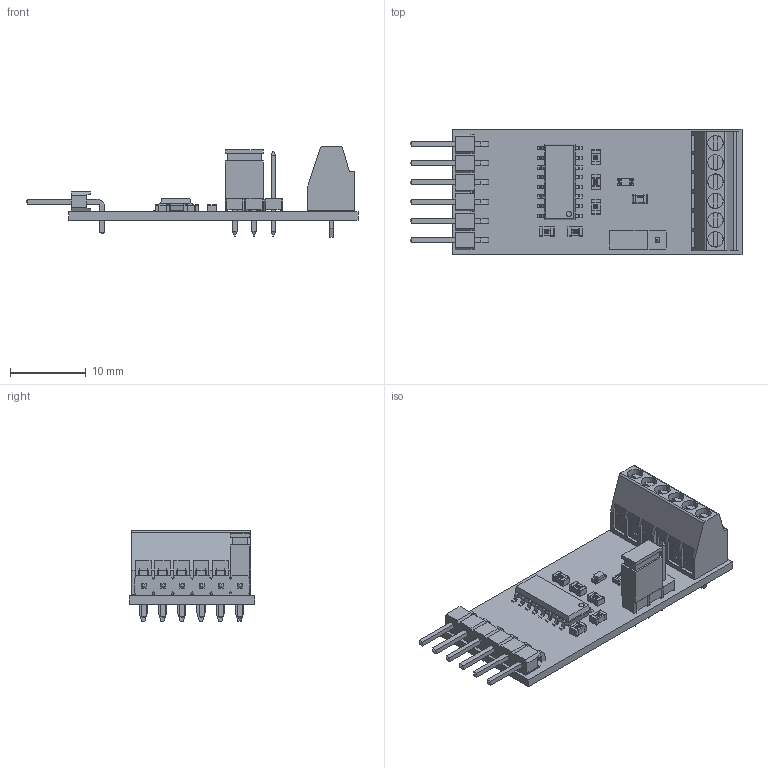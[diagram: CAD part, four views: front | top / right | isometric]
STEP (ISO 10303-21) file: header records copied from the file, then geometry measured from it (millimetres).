
FILE_DESCRIPTION(('Open CASCADE Model'),'2;1');
FILE_NAME('Open CASCADE Shape Model','2024-11-19T12:41:53',('Author'),( 'Open CASCADE'),'Open CASCADE STEP processor 7.5','Open CASCADE 7.5' ,'Unknown');
FILE_SCHEMA(('AUTOMOTIVE_DESIGN { 1 0 10303 214 1 1 1 1 }'));
Length unit declared in the file: millimetre
Products named in the file (26): PCB; Board; Open CASCADE STEP translator 7.5 3.1.1; J1; 61300611021_Downloads_STP_61300611021_rev1; 6130xx11021_PIN; 61300611021; JP1; jumper celis; jumper1x3; C5; 6279956032; C4; C3; C2; 6279958832; C1; 6279942672; U1; User Library-SOIC-16-2; R1; R0805; D1; LED SMD 0805; J2; 6279947712
Assembly tree (32 placements, depth 4):
  PCB
    Board
      Open CASCADE STEP translator 7.5 3.1.1
    J1
      61300611021_Downloads_STP_61300611021_rev1
        6130xx11021_PIN  x6
        61300611021
    JP1
      jumper celis
      jumper1x3
    C5
      6279956032
    C4
      6279956032
    C3
      6279956032
    C2
      6279958832
    C1
      6279942672
    U1
      User Library-SOIC-16-2
    R1
      R0805
    D1
      LED SMD 0805
    J2
      6279947712
Bounding box: 43.79 x 16.59 x 12 mm (x, y, z)
Volume: 1523.9 mm3; surface area: 4089.8 mm2
Topology: 37 solids, 37 shells, 2243 faces, 5627 edges, 3506 vertices
Faces by surface type: plane 1304, bspline 574, cylinder 285, cone 72, sphere 8
Entity records: 63146 total; most frequent: CARTESIAN_POINT 15813, ORIENTED_EDGE 9018, DIRECTION 7365, EDGE_CURVE 4509, LINE 3281, VECTOR 3281, VERTEX_POINT 2862, AXIS2_PLACEMENT_3D 2042
